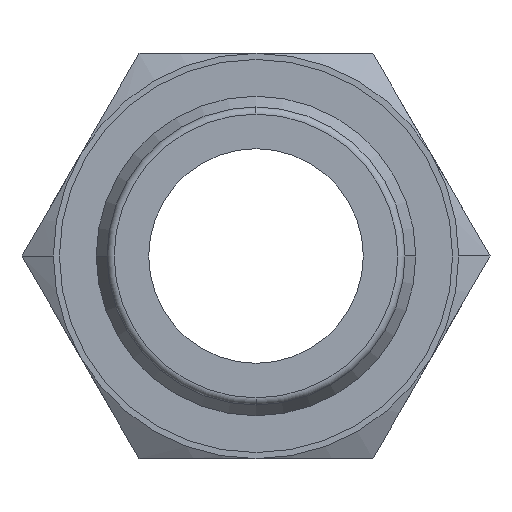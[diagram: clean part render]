
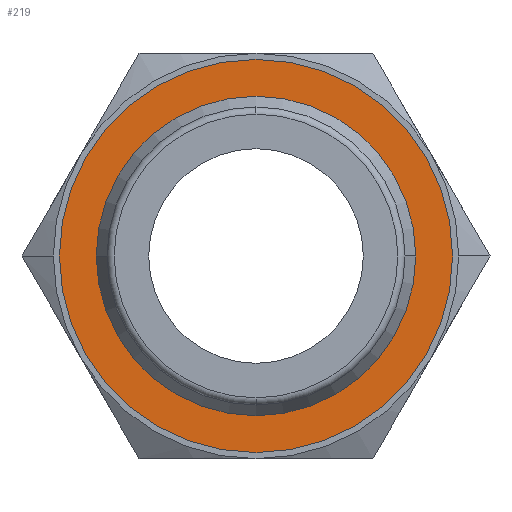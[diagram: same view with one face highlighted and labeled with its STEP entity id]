
A CAD part, front view. The second image highlights one B-rep face of the part: STEP entity #219.
In plain terms, the highlighted planar face has unit normal (0, -1, 0).
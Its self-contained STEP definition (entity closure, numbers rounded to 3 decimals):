
#219=ADVANCED_FACE('',(#473,#474),#475,.T.);
#473=FACE_OUTER_BOUND('',#758,.T.);
#474=FACE_BOUND('',#759,.T.);
#475=PLANE('',#760);
#758=EDGE_LOOP('',(#1309,#1310));
#759=EDGE_LOOP('',(#1311,#1312));
#760=AXIS2_PLACEMENT_3D('',#1313,#1314,#1315);
#1309=ORIENTED_EDGE('',*,*,#1825,.T.);
#1310=ORIENTED_EDGE('',*,*,#1826,.T.);
#1311=ORIENTED_EDGE('',*,*,#1827,.F.);
#1312=ORIENTED_EDGE('',*,*,#1748,.F.);
#1313=CARTESIAN_POINT('',(0.0,14.0,0.0));
#1314=DIRECTION('',(0.0,-1.0,0.0));
#1315=DIRECTION('',(-1.0,0.0,0.0));
#1748=EDGE_CURVE('',#2108,#2110,#2111,.T.);
#1825=EDGE_CURVE('',#2202,#2203,#2204,.T.);
#1826=EDGE_CURVE('',#2203,#2202,#2205,.T.);
#1827=EDGE_CURVE('',#2110,#2108,#2206,.T.);
#2108=VERTEX_POINT('',#2706);
#2110=VERTEX_POINT('',#2709);
#2111=CIRCLE('',#2710,6.7);
#2202=VERTEX_POINT('',#2883);
#2203=VERTEX_POINT('',#2884);
#2204=CIRCLE('',#2885,8.245);
#2205=CIRCLE('',#2886,8.245);
#2206=CIRCLE('',#2887,6.7);
#2706=CARTESIAN_POINT('',(6.7,14.0,0.));
#2709=CARTESIAN_POINT('',(-6.7,14.0,0.));
#2710=AXIS2_PLACEMENT_3D('',#3176,#3177,#3178);
#2883=CARTESIAN_POINT('',(8.245,14.0,0.0));
#2884=CARTESIAN_POINT('',(-8.245,14.0,0.));
#2885=AXIS2_PLACEMENT_3D('',#3282,#3283,#3284);
#2886=AXIS2_PLACEMENT_3D('',#3285,#3286,#3287);
#2887=AXIS2_PLACEMENT_3D('',#3288,#3289,#3290);
#3176=CARTESIAN_POINT('',(0.0,14.0,0.0));
#3177=DIRECTION('',(0.0,-1.0,0.0));
#3178=DIRECTION('',(1.0,0.0,0.0));
#3282=CARTESIAN_POINT('',(0.0,14.0,0.0));
#3283=DIRECTION('',(0.0,-1.0,0.0));
#3284=DIRECTION('',(1.0,0.0,0.0));
#3285=CARTESIAN_POINT('',(0.0,14.0,0.0));
#3286=DIRECTION('',(0.0,-1.0,0.0));
#3287=DIRECTION('',(1.0,0.0,0.0));
#3288=CARTESIAN_POINT('',(0.0,14.0,0.0));
#3289=DIRECTION('',(0.0,-1.0,0.0));
#3290=DIRECTION('',(1.0,0.0,0.0));
